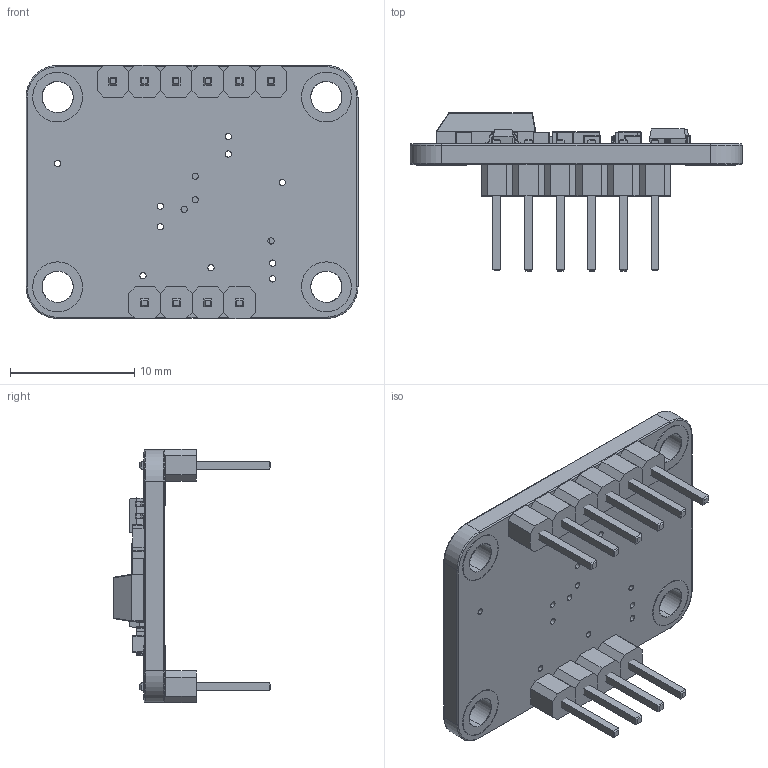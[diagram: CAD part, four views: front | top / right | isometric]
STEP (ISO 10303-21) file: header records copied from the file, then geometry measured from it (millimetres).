
FILE_DESCRIPTION(('CATIA V5 STEP Exchange'),'2;1');
FILE_NAME('IFST-Adafruit-IMU-BNO055.stp','2019-04-10T18:13:16+00:00',('none'),('none'),'CATIA Version 5 Release 21 GA (IN-10)','CATIA V5 STEP AP214','none');
FILE_SCHEMA(('AUTOMOTIVE_DESIGN { 1 0 10303 214 1 1 1 1 }'));
Length unit declared in the file: millimetre
Products named in the file (4): Product1; Adafruit_BNO055_AP214; Header Pins 4-Way Single Row; Header Pins 6-Way Single Row
Assembly tree (3 placements, depth 2):
  Product1
    Adafruit_BNO055_AP214
    Header Pins 4-Way Single Row
    Header Pins 6-Way Single Row
Bounding box: 26.67 x 12.69 x 20.33 mm (x, y, z)
Volume: 1177.2 mm3; surface area: 2633.5 mm2
Topology: 114 solids, 114 shells, 1071 faces, 2363 edges, 1508 vertices
Faces by surface type: plane 765, cylinder 278, sphere 18, torus 10
Entity records: 39101 total; most frequent: CARTESIAN_POINT 7550, ORIENTED_EDGE 4698, DIRECTION 4311, EDGE_CURVE 2349, VECTOR 1785, LINE 1785, VERTEX_POINT 1508, AXIS2_PLACEMENT_3D 1449
